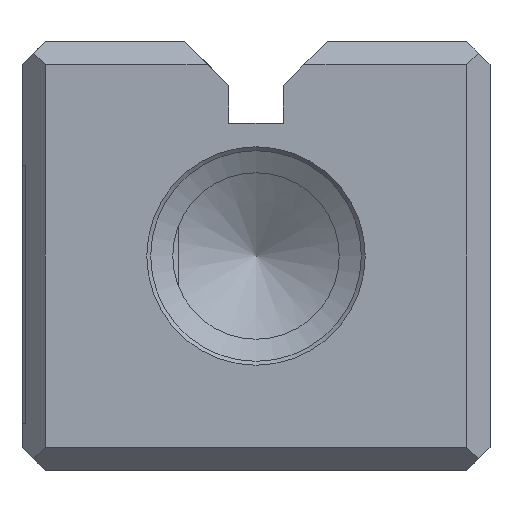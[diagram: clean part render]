
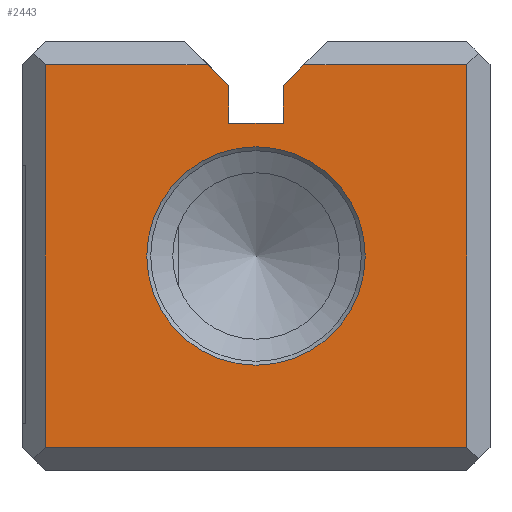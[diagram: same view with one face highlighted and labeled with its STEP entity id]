
A CAD part, front view. The second image highlights one B-rep face of the part: STEP entity #2443.
In plain terms, the highlighted planar face has unit normal (0, -1, 0).
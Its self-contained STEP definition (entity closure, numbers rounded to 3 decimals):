
#2443=ADVANCED_FACE('',(#3115,#3116),#2800,.T.);
#2800=PLANE('',#8469);
#3038=CIRCLE('',#8468,1.4);
#3115=FACE_BOUND('',#3263,.T.);
#3116=FACE_BOUND('',#3264,.T.);
#3263=EDGE_LOOP('',(#4101,#4102,#4103,#4104,#4105,#4106,#4107,#4108,#4109,
#4110));
#3264=EDGE_LOOP('',(#4111));
#4101=ORIENTED_EDGE('',*,*,#6493,.T.);
#4102=ORIENTED_EDGE('',*,*,#6494,.F.);
#4103=ORIENTED_EDGE('',*,*,#6495,.F.);
#4104=ORIENTED_EDGE('',*,*,#6496,.F.);
#4105=ORIENTED_EDGE('',*,*,#6497,.T.);
#4106=ORIENTED_EDGE('',*,*,#6498,.T.);
#4107=ORIENTED_EDGE('',*,*,#6499,.T.);
#4108=ORIENTED_EDGE('',*,*,#6500,.T.);
#4109=ORIENTED_EDGE('',*,*,#6501,.T.);
#4110=ORIENTED_EDGE('',*,*,#6502,.F.);
#4111=ORIENTED_EDGE('',*,*,#6503,.T.);
#5881=VERTEX_POINT('',#10805);
#5882=VERTEX_POINT('',#10806);
#5883=VERTEX_POINT('',#10808);
#5884=VERTEX_POINT('',#10810);
#5885=VERTEX_POINT('',#10812);
#5886=VERTEX_POINT('',#10814);
#5887=VERTEX_POINT('',#10816);
#5888=VERTEX_POINT('',#10818);
#5889=VERTEX_POINT('',#10820);
#5890=VERTEX_POINT('',#10822);
#5891=VERTEX_POINT('',#10825);
#6493=EDGE_CURVE('',#5881,#5882,#7299,.T.);
#6494=EDGE_CURVE('',#5883,#5882,#7300,.T.);
#6495=EDGE_CURVE('',#5884,#5883,#7301,.T.);
#6496=EDGE_CURVE('',#5885,#5884,#7302,.T.);
#6497=EDGE_CURVE('',#5885,#5886,#7303,.T.);
#6498=EDGE_CURVE('',#5886,#5887,#7304,.T.);
#6499=EDGE_CURVE('',#5887,#5888,#7305,.T.);
#6500=EDGE_CURVE('',#5888,#5889,#7306,.T.);
#6501=EDGE_CURVE('',#5889,#5890,#7307,.T.);
#6502=EDGE_CURVE('',#5881,#5890,#7308,.T.);
#6503=EDGE_CURVE('',#5891,#5891,#3038,.T.);
#7299=LINE('',#10804,#7959);
#7300=LINE('',#10807,#7960);
#7301=LINE('',#10809,#7961);
#7302=LINE('',#10811,#7962);
#7303=LINE('',#10813,#7963);
#7304=LINE('',#10815,#7964);
#7305=LINE('',#10817,#7965);
#7306=LINE('',#10819,#7966);
#7307=LINE('',#10821,#7967);
#7308=LINE('',#10823,#7968);
#7959=VECTOR('',#8961,1.);
#7960=VECTOR('',#8962,1.);
#7961=VECTOR('',#8963,1.);
#7962=VECTOR('',#8964,1.);
#7963=VECTOR('',#8965,1.);
#7964=VECTOR('',#8966,1.);
#7965=VECTOR('',#8967,1.);
#7966=VECTOR('',#8968,1.);
#7967=VECTOR('',#8969,1.);
#7968=VECTOR('',#8970,1.);
#8468=AXIS2_PLACEMENT_3D('',#10824,#8971,#8972);
#8469=AXIS2_PLACEMENT_3D('',#10826,#8973,#8974);
#8961=DIRECTION('',(0.,0.,-1.));
#8962=DIRECTION('',(1.,0.,0.));
#8963=DIRECTION('',(0.,0.,-1.));
#8964=DIRECTION('',(0.707,0.,-0.707));
#8965=DIRECTION('',(-1.,0.,0.));
#8966=DIRECTION('',(0.,0.,-1.));
#8967=DIRECTION('',(1.,0.,0.));
#8968=DIRECTION('',(0.,0.,1.));
#8969=DIRECTION('',(-1.,0.,0.));
#8970=DIRECTION('',(0.707,0.,0.707));
#8971=DIRECTION('',(0.,1.,0.));
#8972=DIRECTION('',(0.,0.,1.));
#8973=DIRECTION('',(0.,-1.,0.));
#8974=DIRECTION('',(0.,0.,1.));
#10804=CARTESIAN_POINT('',(3.35,0.,4.45));
#10805=CARTESIAN_POINT('',(3.35,0.,4.936));
#10806=CARTESIAN_POINT('',(3.35,0.,4.45));
#10807=CARTESIAN_POINT('',(2.65,0.,4.45));
#10808=CARTESIAN_POINT('',(2.65,0.,4.45));
#10809=CARTESIAN_POINT('',(2.65,0.,4.45));
#10810=CARTESIAN_POINT('',(2.65,0.,4.936));
#10811=CARTESIAN_POINT('',(2.086,0.,5.5));
#10812=CARTESIAN_POINT('',(2.386,0.,5.2));
#10813=CARTESIAN_POINT('',(3.,0.,5.2));
#10814=CARTESIAN_POINT('',(0.3,0.,5.2));
#10815=CARTESIAN_POINT('',(0.3,0.,0.));
#10816=CARTESIAN_POINT('',(0.3,0.,0.3));
#10817=CARTESIAN_POINT('',(3.,0.,0.3));
#10818=CARTESIAN_POINT('',(5.7,0.,0.3));
#10819=CARTESIAN_POINT('',(5.7,0.,0.));
#10820=CARTESIAN_POINT('',(5.7,0.,5.2));
#10821=CARTESIAN_POINT('',(3.,0.,5.2));
#10822=CARTESIAN_POINT('',(3.614,0.,5.2));
#10823=CARTESIAN_POINT('',(3.,0.,4.586));
#10824=CARTESIAN_POINT('',(3.,0.,2.75));
#10825=CARTESIAN_POINT('',(3.,0.,4.15));
#10826=CARTESIAN_POINT('',(3.,0.,0.));
